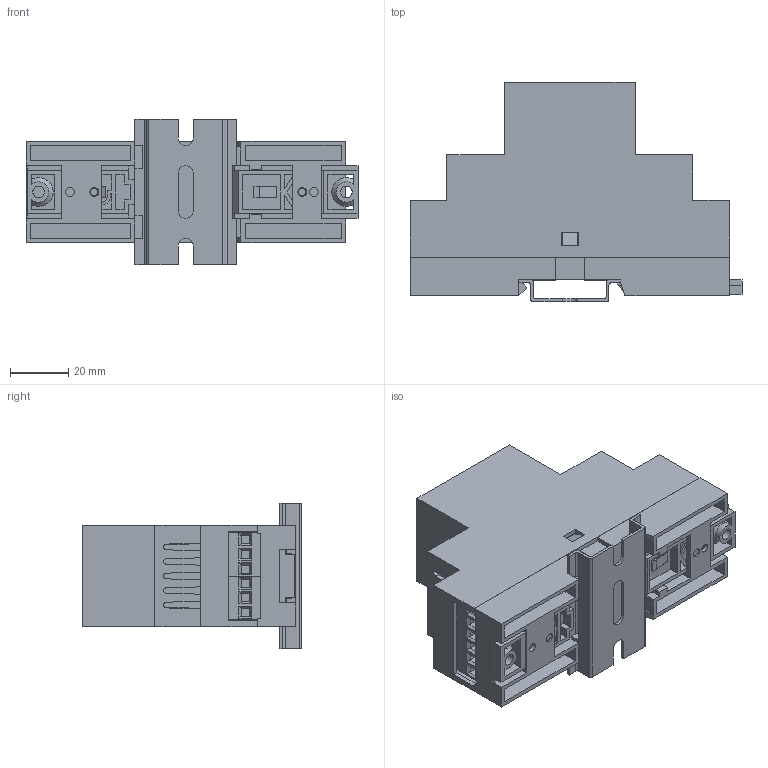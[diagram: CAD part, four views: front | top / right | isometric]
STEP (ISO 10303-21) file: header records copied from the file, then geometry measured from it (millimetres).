
FILE_DESCRIPTION (( 'STEP AP214' ), '1' );
FILE_NAME ('MD-35-02.STEP', '2022-01-24T10:47:47', ( '' ), ( '' ), 'SwSTEP 2.0', 'SolidWorks 2017', '' );
FILE_SCHEMA (( 'AUTOMOTIVE_DESIGN' ));
Length unit declared in the file: millimetre
Products named in the file (25): Rail-50; Screw-small; Clip-Big; Vertical PCB; Base PCB-MDP-35-01; Euro fixed Terminal-3Way; Clip-Small; Base plate - MDB-35; TopCover - MDC-35 - Opening; Horizontal PCB; MD-35-02
Assembly tree (14 placements, depth 2):
  Screw-small
  Rail-50
  Clip-Big
  Vertical PCB
  Euro fixed Terminal-3Way
Bounding box: 114.3 x 75.55 x 50 mm (x, y, z)
Volume: 63040.2 mm3; surface area: 85782.4 mm2
Topology: 14 solids, 14 shells, 1007 faces, 2881 edges, 1902 vertices
Faces by surface type: plane 794, cylinder 187, cone 20, torus 6
Entity records: 27350 total; most frequent: CARTESIAN_POINT 4828, ORIENTED_EDGE 4712, DIRECTION 4356, EDGE_CURVE 2356, LINE 1926, VECTOR 1926, VERTEX_POINT 1555, AXIS2_PLACEMENT_3D 1215
